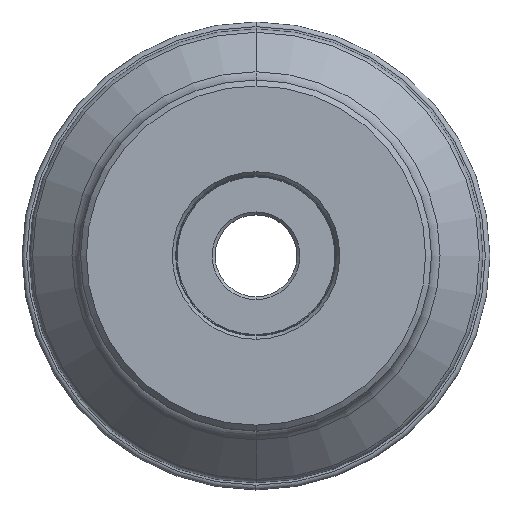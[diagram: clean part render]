
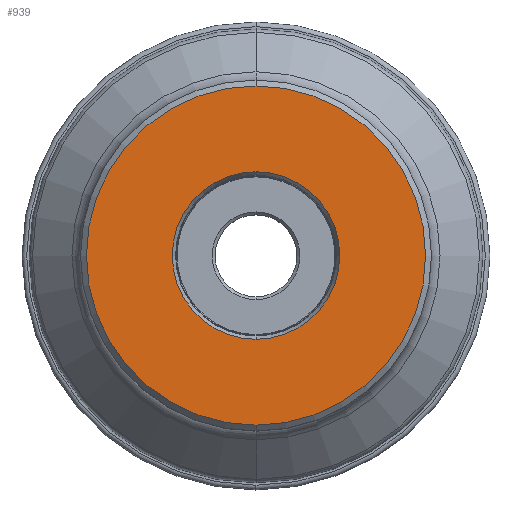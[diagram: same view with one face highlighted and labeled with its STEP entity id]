
A CAD part, top view. The second image highlights one B-rep face of the part: STEP entity #939.
In plain terms, the highlighted planar face has unit normal (0, 0, 1).
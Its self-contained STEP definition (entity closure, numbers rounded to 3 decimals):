
#39=CARTESIAN_POINT('',(0.,0.,0.));
#40=DIRECTION('',(0.,0.,-1.));
#41=DIRECTION('',(0.,1.,0.));
#42=AXIS2_PLACEMENT_3D('',#39,#40,#41);
#48=CARTESIAN_POINT('',(0.,0.,0.));
#49=DIRECTION('',(0.,0.,-1.));
#50=DIRECTION('',(0.,-1.,0.));
#51=AXIS2_PLACEMENT_3D('',#48,#49,#50);
#70=CARTESIAN_POINT('',(0.,0.,0.));
#71=DIRECTION('',(0.,0.,-1.));
#72=DIRECTION('',(0.,1.,0.));
#73=AXIS2_PLACEMENT_3D('',#70,#71,#72);
#78=CARTESIAN_POINT('',(0.,0.,0.));
#79=DIRECTION('',(0.,0.,1.));
#80=DIRECTION('',(0.,1.,0.));
#81=AXIS2_PLACEMENT_3D('',#78,#79,#80);
#810=CARTESIAN_POINT('',(0.,29.,0.));
#812=VERTEX_POINT('',#810);
#814=CARTESIAN_POINT('',(0.,-29.,0.));
#816=VERTEX_POINT('',#814);
#854=CARTESIAN_POINT('',(0.,14.327,0.));
#856=VERTEX_POINT('',#854);
#858=CARTESIAN_POINT('',(0.,-14.327,0.));
#860=VERTEX_POINT('',#858);
#922=CARTESIAN_POINT('',(0.,0.,0.));
#923=DIRECTION('',(0.,0.,1.));
#924=DIRECTION('',(0.,-1.,0.));
#925=AXIS2_PLACEMENT_3D('',#922,#923,#924);
#926=PLANE('',#925);
#928=ORIENTED_EDGE('',*,*,#927,.T.);
#930=ORIENTED_EDGE('',*,*,#929,.F.);
#931=EDGE_LOOP('',(#928,#930));
#932=FACE_OUTER_BOUND('',#931,.F.);
#934=ORIENTED_EDGE('',*,*,#933,.F.);
#936=ORIENTED_EDGE('',*,*,#935,.F.);
#937=EDGE_LOOP('',(#934,#936));
#938=FACE_BOUND('',#937,.F.);
#43=CIRCLE('',#42,14.327);
#52=CIRCLE('',#51,14.327);
#74=CIRCLE('',#73,29.);
#82=CIRCLE('',#81,29.);
#927=EDGE_CURVE('',#812,#816,#74,.T.);
#929=EDGE_CURVE('',#812,#816,#82,.T.);
#933=EDGE_CURVE('',#856,#860,#43,.T.);
#935=EDGE_CURVE('',#860,#856,#52,.T.);
#939=ADVANCED_FACE('',(#932,#938),#926,.T.);
